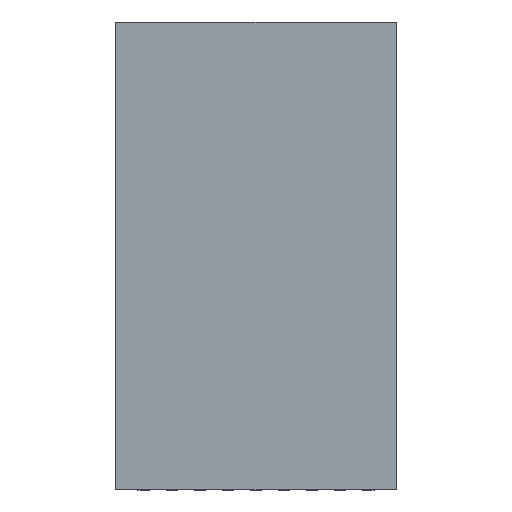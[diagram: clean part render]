
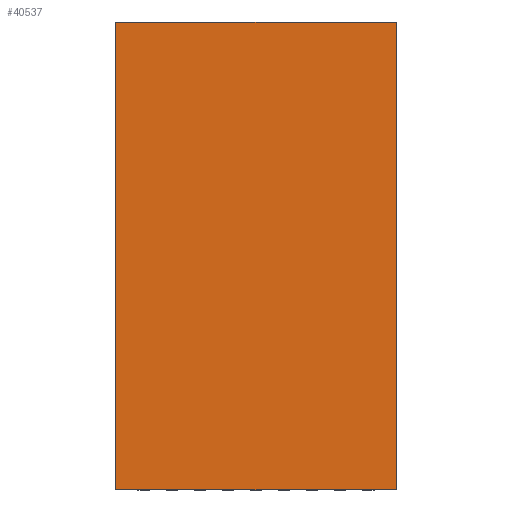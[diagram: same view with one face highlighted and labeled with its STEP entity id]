
A CAD part, top view. The second image highlights one B-rep face of the part: STEP entity #40537.
In plain terms, the highlighted face is planar.
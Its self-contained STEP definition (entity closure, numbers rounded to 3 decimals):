
#30256=DIRECTION('',(1.,0.,0.));
#30257=VECTOR('',#30256,9.);
#30258=CARTESIAN_POINT('',(-4.5,2.875,7.5));
#30259=LINE('',#30258,#30257);
#30263=DIRECTION('',(0.,0.,1.));
#30264=VECTOR('',#30263,15.);
#30265=CARTESIAN_POINT('',(-4.5,2.875,-7.5));
#30266=LINE('',#30265,#30264);
#30270=DIRECTION('',(-1.,0.,0.));
#30271=VECTOR('',#30270,9.);
#30272=CARTESIAN_POINT('',(4.5,2.875,-7.5));
#30273=LINE('',#30272,#30271);
#30277=DIRECTION('',(0.,0.,-1.));
#30278=VECTOR('',#30277,15.);
#30279=CARTESIAN_POINT('',(4.5,2.875,7.5));
#30280=LINE('',#30279,#30278);
#36608=CARTESIAN_POINT('',(-4.5,2.875,7.5));
#36609=CARTESIAN_POINT('',(4.5,2.875,7.5));
#36610=VERTEX_POINT('',#36608);
#36611=VERTEX_POINT('',#36609);
#36612=CARTESIAN_POINT('',(4.5,2.875,-7.5));
#36613=VERTEX_POINT('',#36612);
#36614=CARTESIAN_POINT('',(-4.5,2.875,-7.5));
#36615=VERTEX_POINT('',#36614);
#40524=CARTESIAN_POINT('',(0.,2.875,0.));
#40525=DIRECTION('',(0.,1.,0.));
#40526=DIRECTION('',(1.,0.,0.));
#40527=AXIS2_PLACEMENT_3D('',#40524,#40525,#40526);
#40528=PLANE('',#40527);
#40530=ORIENTED_EDGE('',*,*,#40529,.F.);
#40531=ORIENTED_EDGE('',*,*,#40315,.F.);
#40532=ORIENTED_EDGE('',*,*,#39661,.F.);
#40534=ORIENTED_EDGE('',*,*,#40533,.F.);
#40535=EDGE_LOOP('',(#40530,#40531,#40532,#40534));
#40536=FACE_OUTER_BOUND('',#40535,.F.);
#39661=EDGE_CURVE('',#36613,#36615,#30273,.T.);
#40315=EDGE_CURVE('',#36615,#36610,#30266,.T.);
#40529=EDGE_CURVE('',#36610,#36611,#30259,.T.);
#40533=EDGE_CURVE('',#36611,#36613,#30280,.T.);
#40537=ADVANCED_FACE('',(#40536),#40528,.T.);
